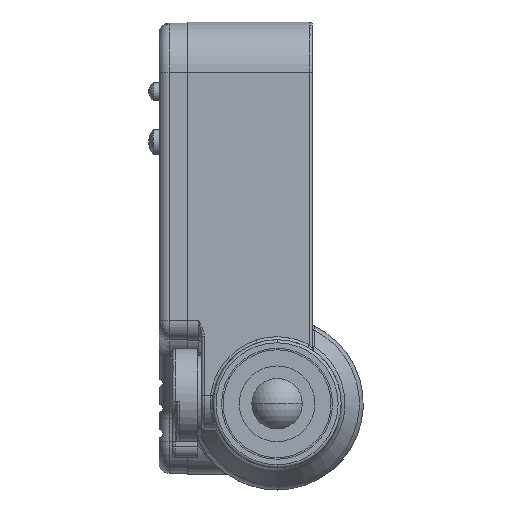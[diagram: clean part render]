
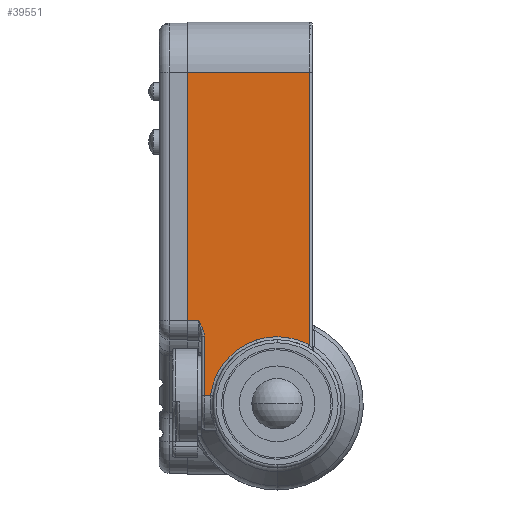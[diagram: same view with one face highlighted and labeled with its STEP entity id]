
A CAD part, left-side view. The second image highlights one B-rep face of the part: STEP entity #39551.
In plain terms, the highlighted planar face has unit normal (-1, 0, 0).
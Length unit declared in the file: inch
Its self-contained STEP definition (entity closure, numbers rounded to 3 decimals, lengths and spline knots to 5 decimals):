
#39039 = EDGE_CURVE ( 'NONE', #39062, #39046, #66739, .T. ) ;
#39046 = VERTEX_POINT ( 'NONE', #66759 ) ;
#39062 = VERTEX_POINT ( 'NONE', #66822 ) ;
#39229 = EDGE_CURVE ( 'NONE', #39333, #39252, #67204, .T. ) ;
#39252 = VERTEX_POINT ( 'NONE', #67211 ) ;
#39333 = VERTEX_POINT ( 'NONE', #67409 ) ;
#39551 = ADVANCED_FACE ( 'NONE', ( #67610 ), #67877, .F. ) ;
#39554 = EDGE_LOOP ( 'NONE', ( #39556, #39684, #39571, #39586, #39590, #39597, #39676, #39577 ) ) ;
#39556 = ORIENTED_EDGE ( 'NONE', *, *, #39039, .T. ) ;
#39571 = ORIENTED_EDGE ( 'NONE', *, *, #39572, .T. ) ;
#39572 = EDGE_CURVE ( 'NONE', #39683, #39574, #67897, .T. ) ;
#39574 = VERTEX_POINT ( 'NONE', #67889 ) ;
#39577 = ORIENTED_EDGE ( 'NONE', *, *, #39579, .T. ) ;
#39579 = EDGE_CURVE ( 'NONE', #39679, #39062, #67938, .T. ) ;
#39586 = ORIENTED_EDGE ( 'NONE', *, *, #39588, .F. ) ;
#39588 = EDGE_CURVE ( 'NONE', #39593, #39574, #67963, .T. ) ;
#39590 = ORIENTED_EDGE ( 'NONE', *, *, #39592, .F. ) ;
#39592 = EDGE_CURVE ( 'NONE', #39333, #39593, #67955, .T. ) ;
#39593 = VERTEX_POINT ( 'NONE', #67951 ) ;
#39597 = ORIENTED_EDGE ( 'NONE', *, *, #39229, .T. ) ;
#39676 = ORIENTED_EDGE ( 'NONE', *, *, #39678, .T. ) ;
#39678 = EDGE_CURVE ( 'NONE', #39252, #39679, #68110, .T. ) ;
#39679 = VERTEX_POINT ( 'NONE', #68109 ) ;
#39681 = EDGE_CURVE ( 'NONE', #39046, #39683, #68108, .T. ) ;
#39683 = VERTEX_POINT ( 'NONE', #68149 ) ;
#39684 = ORIENTED_EDGE ( 'NONE', *, *, #39681, .T. ) ;
#66736 = DIRECTION ( 'NONE',  ( 0., -1., 0. ) ) ;
#66737 = VECTOR ( 'NONE', #66736, 39.37008 ) ;
#66738 = CARTESIAN_POINT ( 'NONE',  ( 0.23, 0.375, 0.03976 ) ) ;
#66739 = LINE ( 'NONE', #66738, #66737 ) ;
#66759 = CARTESIAN_POINT ( 'NONE',  ( 0.23, 0.33011, 0.03976 ) ) ;
#66822 = CARTESIAN_POINT ( 'NONE',  ( 0.23, 0.36, 0.03976 ) ) ;
#67201 = DIRECTION ( 'NONE',  ( 0., -1., 0. ) ) ;
#67202 = VECTOR ( 'NONE', #67201, 39.37008 ) ;
#67203 = CARTESIAN_POINT ( 'NONE',  ( 0.23, 0.445, 0.4125 ) ) ;
#67204 = LINE ( 'NONE', #67203, #67202 ) ;
#67211 = CARTESIAN_POINT ( 'NONE',  ( 0.23, 0.39, 0.4125 ) ) ;
#67409 = CARTESIAN_POINT ( 'NONE',  ( 0.23, 0.445, 0.4125 ) ) ;
#67610 = FACE_OUTER_BOUND ( 'NONE', #39554, .T. ) ;
#67873 = DIRECTION ( 'NONE',  ( 0., 0., -1. ) ) ;
#67874 = DIRECTION ( 'NONE',  ( 1., 0., 0. ) ) ;
#67875 = CARTESIAN_POINT ( 'NONE',  ( 0.23, 0.445, 1.6425 ) ) ;
#67876 = AXIS2_PLACEMENT_3D ( 'NONE', #67875, #67874, #67873 ) ;
#67877 = PLANE ( 'NONE',  #67876 ) ;
#67889 = CARTESIAN_POINT ( 'NONE',  ( 0.23, -0.16, 1.6425 ) ) ;
#67890 = DIRECTION ( 'NONE',  ( 0., 0., 1. ) ) ;
#67891 = VECTOR ( 'NONE', #67890, 39.37008 ) ;
#67892 = CARTESIAN_POINT ( 'NONE',  ( 0.23, -0.16, 1.6425 ) ) ;
#67897 = LINE ( 'NONE', #67892, #67891 ) ;
#67935 = DIRECTION ( 'NONE',  ( 0., 0., -1. ) ) ;
#67936 = VECTOR ( 'NONE', #67935, 39.37008 ) ;
#67937 = CARTESIAN_POINT ( 'NONE',  ( 0.23, 0.36, 0.03976 ) ) ;
#67938 = LINE ( 'NONE', #67937, #67936 ) ;
#67951 = CARTESIAN_POINT ( 'NONE',  ( 0.23, 0.445, 1.6425 ) ) ;
#67952 = DIRECTION ( 'NONE',  ( 0., 0., 1. ) ) ;
#67953 = VECTOR ( 'NONE', #67952, 39.37008 ) ;
#67954 = CARTESIAN_POINT ( 'NONE',  ( 0.23, 0.445, 1.6425 ) ) ;
#67955 = LINE ( 'NONE', #67954, #67953 ) ;
#67956 = DIRECTION ( 'NONE',  ( 0., -1., 0. ) ) ;
#67957 = VECTOR ( 'NONE', #67956, 39.37008 ) ;
#67958 = CARTESIAN_POINT ( 'NONE',  ( 0.23, 0.445, 1.6425 ) ) ;
#67963 = LINE ( 'NONE', #67958, #67957 ) ;
#68102 = CARTESIAN_POINT ( 'NONE',  ( 0.23, 0.3611, 0.34905 ) ) ;
#68103 = CARTESIAN_POINT ( 'NONE',  ( 0.23, 0.36468, 0.36265 ) ) ;
#68104 = CARTESIAN_POINT ( 'NONE',  ( 0.23, 0.36716, 0.36928 ) ) ;
#68105 = CARTESIAN_POINT ( 'NONE',  ( 0.23, 0.37568, 0.38843 ) ) ;
#68106 = CARTESIAN_POINT ( 'NONE',  ( 0.23, 0.38287, 0.4005 ) ) ;
#68107 = CARTESIAN_POINT ( 'NONE',  ( 0.23, 0.39, 0.4125 ) ) ;
#68108 = CIRCLE ( 'NONE', #68153, 0.3325 ) ;
#68109 = CARTESIAN_POINT ( 'NONE',  ( 0.23, 0.36, 0.33504 ) ) ;
#68110 = B_SPLINE_CURVE_WITH_KNOTS ( 'NONE', 3,
 ( #68107, #68106, #68105, #68104, #68103, #68102, #68155, #68154 ),
 .UNSPECIFIED., .F., .F.,
 ( 4, 2, 2, 4 ),
 ( -0.00001, 0.00105, 0.00159, 0.00212 ),
 .UNSPECIFIED. ) ;
#68149 = CARTESIAN_POINT ( 'NONE',  ( 0.23, -0.16, 0.29147 ) ) ;
#68150 = DIRECTION ( 'NONE',  ( 0., 0., -1. ) ) ;
#68151 = DIRECTION ( 'NONE',  ( 1., 0., 0. ) ) ;
#68152 = CARTESIAN_POINT ( 'NONE',  ( 0.23, 0., 0. ) ) ;
#68153 = AXIS2_PLACEMENT_3D ( 'NONE', #68152, #68151, #68150 ) ;
#68154 = CARTESIAN_POINT ( 'NONE',  ( 0.23, 0.36, 0.33504 ) ) ;
#68155 = CARTESIAN_POINT ( 'NONE',  ( 0.23, 0.36, 0.34214 ) ) ;
